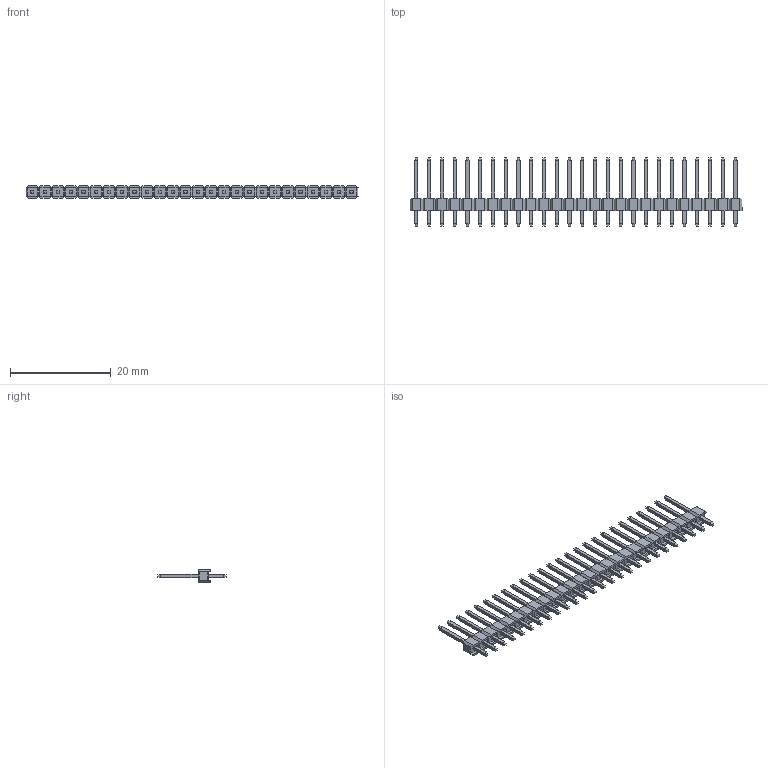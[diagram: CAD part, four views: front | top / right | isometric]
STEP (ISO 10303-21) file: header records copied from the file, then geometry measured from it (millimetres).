
FILE_DESCRIPTION (( 'STEP AP214' ), '1' );
FILE_NAME ('1x26 Male Pin Header.STEP', '2021-11-12T15:30:00', ( 'M.B.I.' ), ( '' ), 'SwSTEP 2.0', '', '' );
FILE_SCHEMA (( 'AUTOMOTIVE_DESIGN' ));
Length unit declared in the file: millimetre
Products named in the file (1): 1x26 Male Pin Header
Bounding box: 66.05 x 13.54 x 2.5 mm (x, y, z)
Volume: 453.4 mm3; surface area: 1798.1 mm2
Topology: 27 solids, 27 shells, 996 faces, 2562 edges, 1620 vertices
Faces by surface type: plane 996
Entity records: 29626 total; most frequent: CARTESIAN_POINT 5179, ORIENTED_EDGE 5124, DIRECTION 4556, LINE 2562, EDGE_CURVE 2562, VECTOR 2562, VERTEX_POINT 1620, EDGE_LOOP 1048
